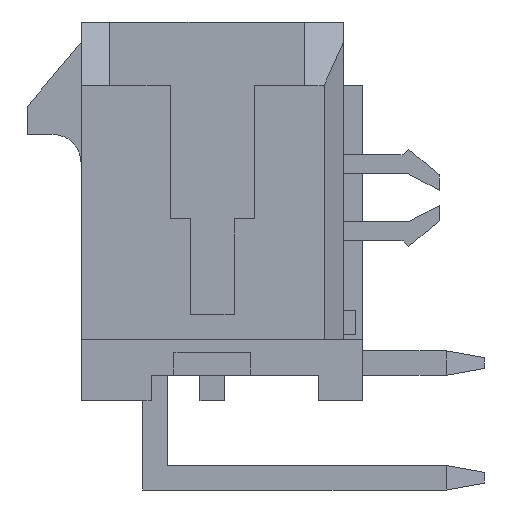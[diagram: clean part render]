
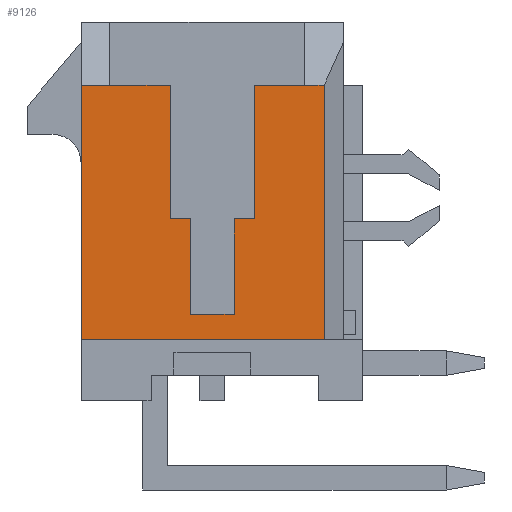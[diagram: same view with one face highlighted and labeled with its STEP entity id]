
A CAD part, left-side view. The second image highlights one B-rep face of the part: STEP entity #9126.
In plain terms, the highlighted planar face has unit normal (-1, 0, 0).
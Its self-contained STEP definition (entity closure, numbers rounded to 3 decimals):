
#1=DIRECTION('',(0.,0.,-1.));
#2=VECTOR('',#1,3.5);
#3=CARTESIAN_POINT('',(-13.825,-1.1,3.305));
#4=LINE('',#3,#2);
#5=DIRECTION('',(0.,1.,0.));
#6=VECTOR('',#5,1.31);
#7=CARTESIAN_POINT('',(-13.825,-2.41,3.305));
#8=LINE('',#7,#6);
#9=DIRECTION('',(0.,-1.,0.));
#10=VECTOR('',#9,0.52);
#11=CARTESIAN_POINT('',(-13.825,-2.41,3.305));
#12=LINE('',#11,#10);
#13=DIRECTION('',(0.,0.,-1.));
#14=VECTOR('',#13,6.66);
#15=CARTESIAN_POINT('',(-13.825,-2.93,3.305));
#16=LINE('',#15,#14);
#17=DIRECTION('',(0.,1.,0.));
#18=VECTOR('',#17,6.36);
#19=CARTESIAN_POINT('',(-13.825,-2.93,-3.355));
#20=LINE('',#19,#18);
#21=DIRECTION('',(0.,0.,1.));
#22=VECTOR('',#21,6.66);
#23=CARTESIAN_POINT('',(-13.825,3.43,-3.355));
#24=LINE('',#23,#22);
#25=DIRECTION('',(0.,-1.,0.));
#26=VECTOR('',#25,0.75);
#27=CARTESIAN_POINT('',(-13.825,3.43,3.305));
#28=LINE('',#27,#26);
#29=DIRECTION('',(0.,1.,0.));
#30=VECTOR('',#29,1.58);
#31=CARTESIAN_POINT('',(-13.825,1.1,3.305));
#32=LINE('',#31,#30);
#33=DIRECTION('',(0.,0.,-1.));
#34=VECTOR('',#33,3.5);
#35=CARTESIAN_POINT('',(-13.825,1.1,3.305));
#36=LINE('',#35,#34);
#37=DIRECTION('',(0.,1.,0.));
#38=VECTOR('',#37,0.525);
#39=CARTESIAN_POINT('',(-13.825,0.575,-0.195));
#40=LINE('',#39,#38);
#41=DIRECTION('',(0.,0.,1.));
#42=VECTOR('',#41,2.5);
#43=CARTESIAN_POINT('',(-13.825,0.575,-2.695));
#44=LINE('',#43,#42);
#45=DIRECTION('',(0.,1.,0.));
#46=VECTOR('',#45,1.15);
#47=CARTESIAN_POINT('',(-13.825,-0.575,-2.695));
#48=LINE('',#47,#46);
#49=DIRECTION('',(0.,0.,-1.));
#50=VECTOR('',#49,2.5);
#51=CARTESIAN_POINT('',(-13.825,-0.575,-0.195));
#52=LINE('',#51,#50);
#53=DIRECTION('',(0.,1.,0.));
#54=VECTOR('',#53,0.525);
#55=CARTESIAN_POINT('',(-13.825,-1.1,-0.195));
#56=LINE('',#55,#54);
#6944=CARTESIAN_POINT('',(-13.825,3.43,3.305));
#6946=VERTEX_POINT('',#6944);
#6991=CARTESIAN_POINT('',(-13.825,2.68,3.305));
#6992=VERTEX_POINT('',#6991);
#6993=CARTESIAN_POINT('',(-13.825,-2.41,3.305));
#6994=VERTEX_POINT('',#6993);
#6995=CARTESIAN_POINT('',(-13.825,-2.93,3.305));
#6996=VERTEX_POINT('',#6995);
#7181=CARTESIAN_POINT('',(-13.825,-1.1,3.305));
#7182=CARTESIAN_POINT('',(-13.825,-1.1,-0.195));
#7183=VERTEX_POINT('',#7181);
#7184=VERTEX_POINT('',#7182);
#7185=CARTESIAN_POINT('',(-13.825,-0.575,-0.195));
#7186=VERTEX_POINT('',#7185);
#7187=CARTESIAN_POINT('',(-13.825,-0.575,-2.695));
#7188=VERTEX_POINT('',#7187);
#7189=CARTESIAN_POINT('',(-13.825,0.575,-2.695));
#7190=VERTEX_POINT('',#7189);
#7191=CARTESIAN_POINT('',(-13.825,0.575,-0.195));
#7192=VERTEX_POINT('',#7191);
#7193=CARTESIAN_POINT('',(-13.825,1.1,-0.195));
#7194=VERTEX_POINT('',#7193);
#7195=CARTESIAN_POINT('',(-13.825,1.1,3.305));
#7196=VERTEX_POINT('',#7195);
#8029=CARTESIAN_POINT('',(-13.825,3.43,-3.355));
#8030=VERTEX_POINT('',#8029);
#8181=CARTESIAN_POINT('',(-13.825,-2.93,-3.355));
#8182=VERTEX_POINT('',#8181);
#9091=CARTESIAN_POINT('',(-13.825,0.,0.));
#9092=DIRECTION('',(1.,0.,0.));
#9093=DIRECTION('',(0.,0.,-1.));
#9094=AXIS2_PLACEMENT_3D('',#9091,#9092,#9093);
#9095=PLANE('',#9094);
#9097=ORIENTED_EDGE('',*,*,#9096,.F.);
#9099=ORIENTED_EDGE('',*,*,#9098,.F.);
#9101=ORIENTED_EDGE('',*,*,#9100,.T.);
#9103=ORIENTED_EDGE('',*,*,#9102,.T.);
#9105=ORIENTED_EDGE('',*,*,#9104,.T.);
#9107=ORIENTED_EDGE('',*,*,#9106,.T.);
#9109=ORIENTED_EDGE('',*,*,#9108,.T.);
#9111=ORIENTED_EDGE('',*,*,#9110,.F.);
#9113=ORIENTED_EDGE('',*,*,#9112,.T.);
#9115=ORIENTED_EDGE('',*,*,#9114,.F.);
#9117=ORIENTED_EDGE('',*,*,#9116,.F.);
#9119=ORIENTED_EDGE('',*,*,#9118,.F.);
#9121=ORIENTED_EDGE('',*,*,#9120,.F.);
#9123=ORIENTED_EDGE('',*,*,#9122,.F.);
#9124=EDGE_LOOP('',(#9097,#9099,#9101,#9103,#9105,#9107,#9109,#9111,#9113,#9115,
#9117,#9119,#9121,#9123));
#9125=FACE_OUTER_BOUND('',#9124,.F.);
#9126=ADVANCED_FACE('',(#9125),#9095,.F.);
#9096=EDGE_CURVE('',#7183,#7184,#4,.T.);
#9098=EDGE_CURVE('',#6994,#7183,#8,.T.);
#9100=EDGE_CURVE('',#6994,#6996,#12,.T.);
#9102=EDGE_CURVE('',#6996,#8182,#16,.T.);
#9104=EDGE_CURVE('',#8182,#8030,#20,.T.);
#9106=EDGE_CURVE('',#8030,#6946,#24,.T.);
#9108=EDGE_CURVE('',#6946,#6992,#28,.T.);
#9110=EDGE_CURVE('',#7196,#6992,#32,.T.);
#9112=EDGE_CURVE('',#7196,#7194,#36,.T.);
#9114=EDGE_CURVE('',#7192,#7194,#40,.T.);
#9116=EDGE_CURVE('',#7190,#7192,#44,.T.);
#9118=EDGE_CURVE('',#7188,#7190,#48,.T.);
#9120=EDGE_CURVE('',#7186,#7188,#52,.T.);
#9122=EDGE_CURVE('',#7184,#7186,#56,.T.);
